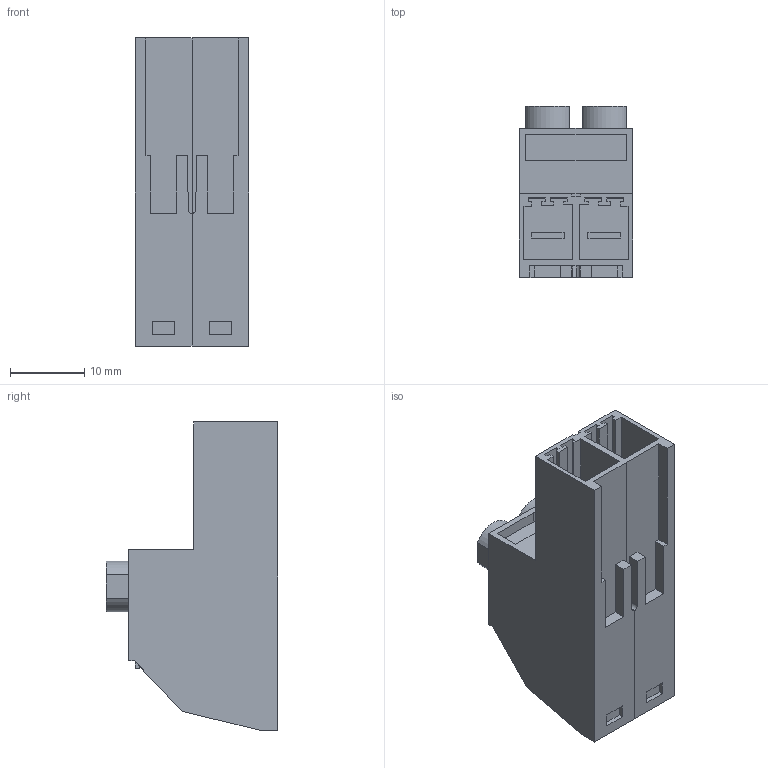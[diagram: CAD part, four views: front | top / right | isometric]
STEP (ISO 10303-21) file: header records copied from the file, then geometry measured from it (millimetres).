
FILE_DESCRIPTION(('CATIA V5 STEP Exchange','CAx-IF Rec.Pracs.--- Model Styling and Organization---1.4--- 2014-01-23'),'2;1');
FILE_NAME ('D1459462_1_1931620000_1931620000.stp','2023-02-01T15:29:22+00:00',('none'),('Weidmueller'),'CATIA Version 5-6 Release 2016 SP3 HF44','CATIA V5 STEP AP214','none');
FILE_SCHEMA(('AUTOMOTIVE_DESIGN { 1 0 10303 214 1 1 1 1 }'));
Length unit declared in the file: millimetre
Products named in the file (1): 1931620000
Bounding box: 15.24 x 23.1 x 41.45 mm (x, y, z)
Volume: 6509.2 mm3; surface area: 5587.5 mm2
Topology: 5 solids, 5 shells, 185 faces, 489 edges, 325 vertices
Faces by surface type: plane 169, cylinder 16
Entity records: 5597 total; most frequent: CARTESIAN_POINT 995, ORIENTED_EDGE 978, DIRECTION 778, EDGE_CURVE 489, VECTOR 448, LINE 448, VERTEX_POINT 325, EDGE_LOOP 196
